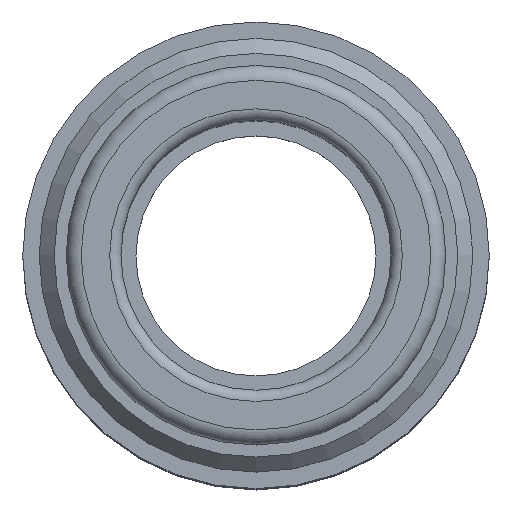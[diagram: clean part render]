
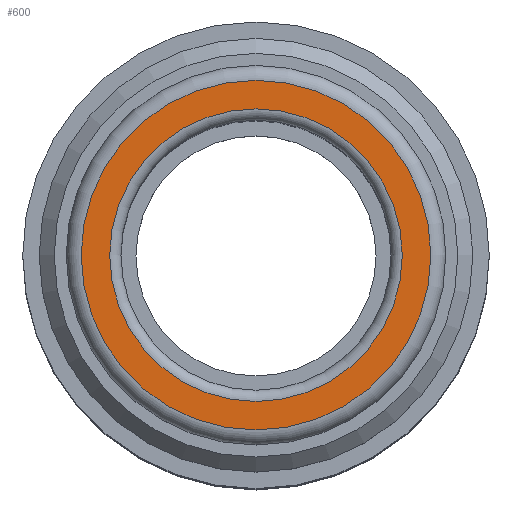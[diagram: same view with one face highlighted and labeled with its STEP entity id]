
A CAD part, top view. The second image highlights one B-rep face of the part: STEP entity #600.
In plain terms, the highlighted planar face has unit normal (0, 0, 1).
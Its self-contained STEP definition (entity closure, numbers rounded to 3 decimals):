
#64=ORIENTED_EDGE('',*,*,#180,.F.);
#65=ORIENTED_EDGE('',*,*,#181,.T.);
#180=EDGE_CURVE('',#238,#238,#296,.T.);
#181=EDGE_CURVE('',#239,#239,#297,.T.);
#238=VERTEX_POINT('',#1024);
#239=VERTEX_POINT('',#1026);
#296=CIRCLE('',#672,11.65);
#297=CIRCLE('',#673,9.75);
#354=EDGE_LOOP('',(#64));
#355=EDGE_LOOP('',(#65));
#470=FACE_BOUND('',#354,.T.);
#471=FACE_BOUND('',#355,.T.);
#586=PLANE('',#671);
#600=ADVANCED_FACE('',(#470,#471),#586,.F.);
#671=AXIS2_PLACEMENT_3D('',#1022,#789,#790);
#672=AXIS2_PLACEMENT_3D('',#1023,#791,#792);
#673=AXIS2_PLACEMENT_3D('',#1025,#793,#794);
#789=DIRECTION('',(0.,0.,-1.));
#790=DIRECTION('',(-1.,0.,0.));
#791=DIRECTION('',(0.,0.,-1.));
#792=DIRECTION('',(-1.,0.,0.));
#793=DIRECTION('',(0.,0.,-1.));
#794=DIRECTION('',(-1.,0.,0.));
#1022=CARTESIAN_POINT('',(0.,0.,32.05));
#1023=CARTESIAN_POINT('',(0.,0.,32.05));
#1024=CARTESIAN_POINT('',(-11.65,0.,32.05));
#1025=CARTESIAN_POINT('',(0.,0.,32.05));
#1026=CARTESIAN_POINT('',(-9.75,0.,32.05));
